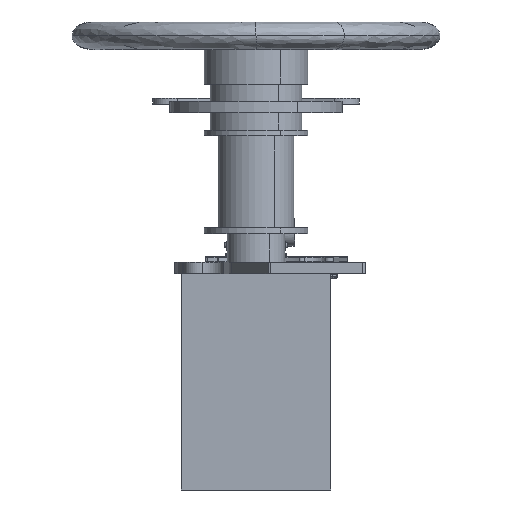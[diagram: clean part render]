
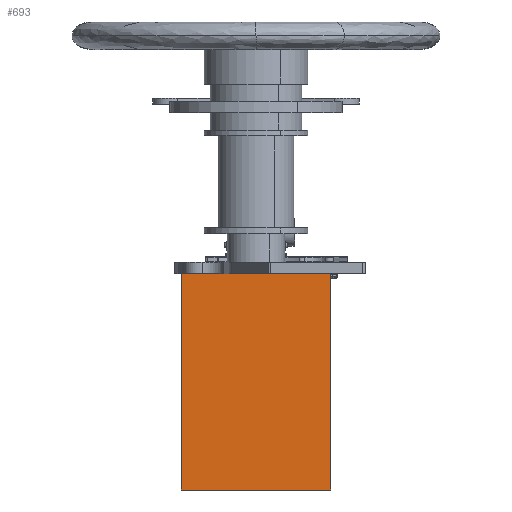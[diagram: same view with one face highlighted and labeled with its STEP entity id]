
A CAD part, left-side view. The second image highlights one B-rep face of the part: STEP entity #693.
In plain terms, the highlighted planar face has unit normal (-1, 0, 0).
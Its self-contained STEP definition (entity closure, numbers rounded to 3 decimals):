
#641=CARTESIAN_POINT('Vertex',(-65.,-65.,-10.)) ;
#644=CARTESIAN_POINT('Line Origine',(-65.,-65.,-104.)) ;
#648=CARTESIAN_POINT('Vertex',(-65.,-65.,-198.)) ;
#663=CARTESIAN_POINT('Axis2P3D Location',(-65.,-65.,-10.)) ;
#668=CARTESIAN_POINT('Line Origine',(-65.,0.,-10.)) ;
#672=CARTESIAN_POINT('Vertex',(-65.,65.,-10.)) ;
#675=CARTESIAN_POINT('Line Origine',(-65.,65.,-104.)) ;
#679=CARTESIAN_POINT('Vertex',(-65.,65.,-198.)) ;
#682=CARTESIAN_POINT('Line Origine',(-65.,0.,-198.)) ;
#646=VECTOR('Line Direction',#645,1.) ;
#670=VECTOR('Line Direction',#669,1.) ;
#677=VECTOR('Line Direction',#676,1.) ;
#684=VECTOR('Line Direction',#683,1.) ;
#645=DIRECTION('Vector Direction',(0.,0.,-1.)) ;
#664=DIRECTION('Axis2P3D Direction',(-1.,0.,0.)) ;
#665=DIRECTION('Axis2P3D XDirection',(0.,1.,0.)) ;
#669=DIRECTION('Vector Direction',(0.,1.,0.)) ;
#676=DIRECTION('Vector Direction',(0.,0.,-1.)) ;
#683=DIRECTION('Vector Direction',(0.,1.,0.)) ;
#666=AXIS2_PLACEMENT_3D('Plane Axis2P3D',#663,#664,#665) ;
#647=LINE('Line',#644,#646) ;
#671=LINE('Line',#668,#670) ;
#678=LINE('Line',#675,#677) ;
#685=LINE('Line',#682,#684) ;
#667=PLANE('',#666) ;
#650=EDGE_CURVE('',#642,#649,#647,.T.) ;
#674=EDGE_CURVE('',#642,#673,#671,.T.) ;
#681=EDGE_CURVE('',#673,#680,#678,.T.) ;
#686=EDGE_CURVE('',#649,#680,#685,.T.) ;
#687=EDGE_LOOP('',(#688,#689,#690,#691)) ;
#688=ORIENTED_EDGE('',*,*,#650,.F.) ;
#689=ORIENTED_EDGE('',*,*,#674,.T.) ;
#690=ORIENTED_EDGE('',*,*,#681,.T.) ;
#691=ORIENTED_EDGE('',*,*,#686,.F.) ;
#642=VERTEX_POINT('',#641) ;
#649=VERTEX_POINT('',#648) ;
#673=VERTEX_POINT('',#672) ;
#680=VERTEX_POINT('',#679) ;
#693=ADVANCED_FACE('OPEN_SHELL #1298',(#692),#667,.T.) ;
#692=FACE_OUTER_BOUND('',#687,.T.) ;
